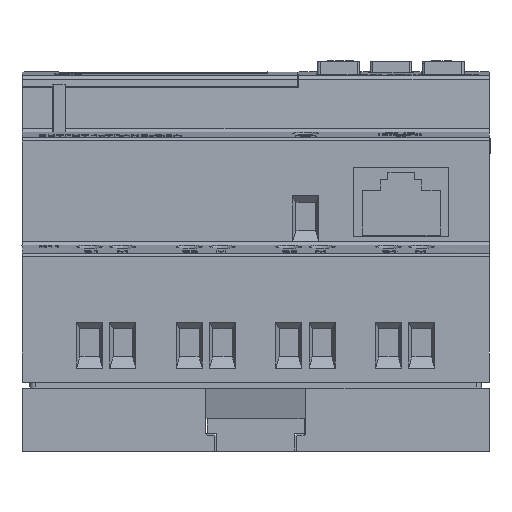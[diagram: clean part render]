
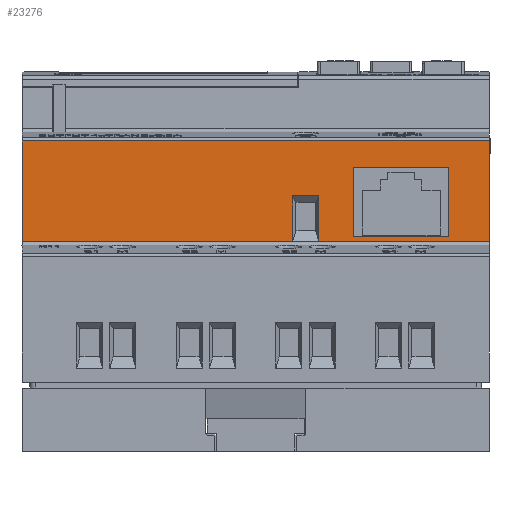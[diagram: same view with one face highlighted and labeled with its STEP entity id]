
A CAD part, front view. The second image highlights one B-rep face of the part: STEP entity #23276.
In plain terms, the highlighted face is planar.
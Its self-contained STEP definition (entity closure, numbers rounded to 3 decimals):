
#21094=FACE_BOUND('',#30776,.T.);
#21095=FACE_BOUND('',#30777,.T.);
#21096=FACE_BOUND('',#30778,.T.);
#23276=ADVANCED_FACE('',(#21094,#21095,#21096),#26107,.T.);
#26107=PLANE('',#72012);
#30776=EDGE_LOOP('',(#34472,#34473,#34474,#34475));
#30777=EDGE_LOOP('',(#34476,#34477,#34478,#34479));
#30778=EDGE_LOOP('',(#34480,#34481,#34482,#34483));
#34472=ORIENTED_EDGE('',*,*,#53361,.F.);
#34473=ORIENTED_EDGE('',*,*,#53362,.F.);
#34474=ORIENTED_EDGE('',*,*,#53363,.F.);
#34475=ORIENTED_EDGE('',*,*,#53364,.F.);
#34476=ORIENTED_EDGE('',*,*,#53365,.T.);
#34477=ORIENTED_EDGE('',*,*,#53366,.T.);
#34478=ORIENTED_EDGE('',*,*,#53367,.T.);
#34479=ORIENTED_EDGE('',*,*,#53368,.T.);
#34480=ORIENTED_EDGE('',*,*,#53369,.F.);
#34481=ORIENTED_EDGE('',*,*,#53360,.F.);
#34482=ORIENTED_EDGE('',*,*,#52775,.T.);
#34483=ORIENTED_EDGE('',*,*,#53370,.T.);
#48053=VERTEX_POINT('',#89005);
#48054=VERTEX_POINT('',#89007);
#48590=VERTEX_POINT('',#91433);
#48591=VERTEX_POINT('',#91437);
#48592=VERTEX_POINT('',#91438);
#48593=VERTEX_POINT('',#91440);
#48594=VERTEX_POINT('',#91442);
#48595=VERTEX_POINT('',#91445);
#48596=VERTEX_POINT('',#91446);
#48597=VERTEX_POINT('',#91448);
#48598=VERTEX_POINT('',#91450);
#48599=VERTEX_POINT('',#91453);
#52775=EDGE_CURVE('',#48054,#48053,#59843,.T.);
#53360=EDGE_CURVE('',#48054,#48590,#60205,.T.);
#53361=EDGE_CURVE('',#48591,#48592,#60206,.T.);
#53362=EDGE_CURVE('',#48593,#48591,#60207,.T.);
#53363=EDGE_CURVE('',#48594,#48593,#60208,.T.);
#53364=EDGE_CURVE('',#48592,#48594,#60209,.T.);
#53365=EDGE_CURVE('',#48595,#48596,#60210,.T.);
#53366=EDGE_CURVE('',#48596,#48597,#60211,.T.);
#53367=EDGE_CURVE('',#48597,#48598,#60212,.T.);
#53368=EDGE_CURVE('',#48598,#48595,#60213,.T.);
#53369=EDGE_CURVE('',#48590,#48599,#60214,.T.);
#53370=EDGE_CURVE('',#48053,#48599,#60215,.T.);
#59843=LINE('',#89006,#63984);
#60205=LINE('',#91434,#64346);
#60206=LINE('',#91436,#64347);
#60207=LINE('',#91439,#64348);
#60208=LINE('',#91441,#64349);
#60209=LINE('',#91443,#64350);
#60210=LINE('',#91444,#64351);
#60211=LINE('',#91447,#64352);
#60212=LINE('',#91449,#64353);
#60213=LINE('',#91451,#64354);
#60214=LINE('',#91452,#64355);
#60215=LINE('',#91454,#64356);
#63984=VECTOR('',#75941,1.);
#64346=VECTOR('',#76593,1.);
#64347=VECTOR('',#76596,1.);
#64348=VECTOR('',#76597,1.);
#64349=VECTOR('',#76598,1.);
#64350=VECTOR('',#76599,1.);
#64351=VECTOR('',#76600,1.);
#64352=VECTOR('',#76601,1.);
#64353=VECTOR('',#76602,1.);
#64354=VECTOR('',#76603,1.);
#64355=VECTOR('',#76604,1.);
#64356=VECTOR('',#76605,1.);
#72012=AXIS2_PLACEMENT_3D('',#91455,#76606,#76607);
#75941=DIRECTION('',(0.,-1.,0.));
#76593=DIRECTION('',(1.,0.,0.));
#76596=DIRECTION('',(0.,-1.,0.));
#76597=DIRECTION('',(-1.,0.,0.));
#76598=DIRECTION('',(0.,1.,0.));
#76599=DIRECTION('',(1.,0.,0.));
#76600=DIRECTION('',(-1.,0.,0.));
#76601=DIRECTION('',(0.,1.,0.));
#76602=DIRECTION('',(1.,0.,0.));
#76603=DIRECTION('',(0.,-1.,0.));
#76604=DIRECTION('',(0.,-1.,0.));
#76605=DIRECTION('',(1.,0.,0.));
#76606=DIRECTION('',(0.,0.,1.));
#76607=DIRECTION('',(0.,-1.,0.));
#89005=CARTESIAN_POINT('',(-35.75,27.05,34.));
#89006=CARTESIAN_POINT('',(-35.75,42.495,34.));
#89007=CARTESIAN_POINT('',(-35.75,42.495,34.));
#91433=CARTESIAN_POINT('',(35.75,42.495,34.));
#91434=CARTESIAN_POINT('',(-35.75,42.495,34.));
#91436=CARTESIAN_POINT('',(14.91,38.41,34.));
#91437=CARTESIAN_POINT('',(14.91,38.41,34.));
#91438=CARTESIAN_POINT('',(14.91,27.81,34.));
#91439=CARTESIAN_POINT('',(29.51,38.41,34.));
#91440=CARTESIAN_POINT('',(29.51,38.41,34.));
#91441=CARTESIAN_POINT('',(29.51,27.81,34.));
#91442=CARTESIAN_POINT('',(29.51,27.81,34.));
#91443=CARTESIAN_POINT('',(14.91,27.81,34.));
#91444=CARTESIAN_POINT('',(6.16,27.1,34.));
#91445=CARTESIAN_POINT('',(9.66,27.1,34.));
#91446=CARTESIAN_POINT('',(5.66,27.1,34.));
#91447=CARTESIAN_POINT('',(5.66,34.1,34.));
#91448=CARTESIAN_POINT('',(5.66,34.1,34.));
#91449=CARTESIAN_POINT('',(9.16,34.1,34.));
#91450=CARTESIAN_POINT('',(9.66,34.1,34.));
#91451=CARTESIAN_POINT('',(9.66,27.1,34.));
#91452=CARTESIAN_POINT('',(35.75,42.495,34.));
#91453=CARTESIAN_POINT('',(35.75,27.05,34.));
#91454=CARTESIAN_POINT('',(-35.75,27.05,34.));
#91455=CARTESIAN_POINT('',(-35.75,42.495,34.));
